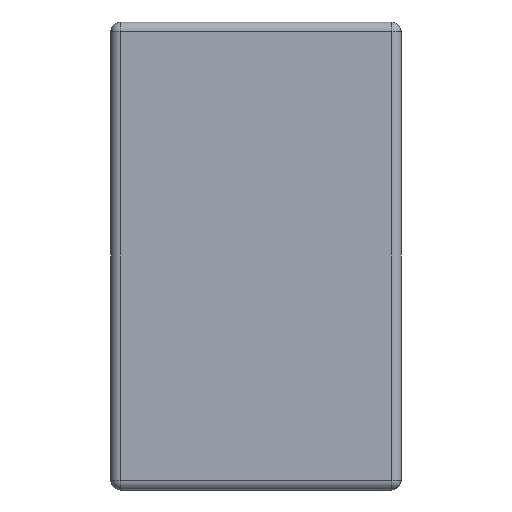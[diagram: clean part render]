
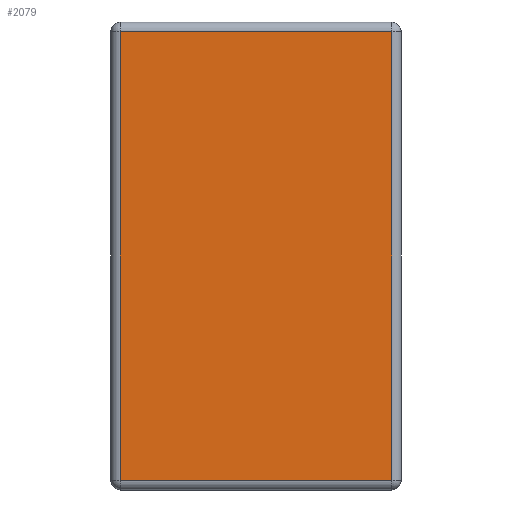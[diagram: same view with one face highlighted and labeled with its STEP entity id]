
A CAD part, left-side view. The second image highlights one B-rep face of the part: STEP entity #2079.
In plain terms, the highlighted planar face has unit normal (-1, 0, 0).
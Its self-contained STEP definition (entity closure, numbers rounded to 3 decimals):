
#74 = LINE ( 'NONE', #3052, #3192 ) ;
#296 = VERTEX_POINT ( 'NONE', #4016 ) ;
#418 = CARTESIAN_POINT ( 'NONE',  ( 0., 0.03, -0.03 ) ) ;
#436 = DIRECTION ( 'NONE',  ( 0., 0., 1. ) ) ;
#583 = DIRECTION ( 'NONE',  ( -1., 0., 0. ) ) ;
#735 = CARTESIAN_POINT ( 'NONE',  ( 0., 0.87, -1.42 ) ) ;
#827 = AXIS2_PLACEMENT_3D ( 'NONE', #2778, #583, #2415 ) ;
#972 = VECTOR ( 'NONE', #3647, 1000. ) ;
#1039 = LINE ( 'NONE', #3413, #2732 ) ;
#1194 = EDGE_CURVE ( 'NONE', #296, #2554, #1039, .T. ) ;
#1269 = VERTEX_POINT ( 'NONE', #1531 ) ;
#1460 = CARTESIAN_POINT ( 'NONE',  ( 0., 0.9, -0.03 ) ) ;
#1478 = ORIENTED_EDGE ( 'NONE', *, *, #3954, .T. ) ;
#1531 = CARTESIAN_POINT ( 'NONE',  ( 0., 0.03, -1.42 ) ) ;
#1614 = PLANE ( 'NONE',  #827 ) ;
#1763 = EDGE_LOOP ( 'NONE', ( #2457, #1478, #3600, #2649 ) ) ;
#1857 = VECTOR ( 'NONE', #2528, 1000. ) ;
#1892 = VERTEX_POINT ( 'NONE', #418 ) ;
#2079 = ADVANCED_FACE ( 'NONE', ( #3949 ), #1614, .T. ) ;
#2211 = LINE ( 'NONE', #3227, #1857 ) ;
#2415 = DIRECTION ( 'NONE',  ( 0., 0., 1. ) ) ;
#2457 = ORIENTED_EDGE ( 'NONE', *, *, #3977, .T. ) ;
#2528 = DIRECTION ( 'NONE',  ( 0., -1., 0. ) ) ;
#2554 = VERTEX_POINT ( 'NONE', #735 ) ;
#2649 = ORIENTED_EDGE ( 'NONE', *, *, #1194, .T. ) ;
#2732 = VECTOR ( 'NONE', #3375, 1000. ) ;
#2778 = CARTESIAN_POINT ( 'NONE',  ( 0., 0., 0. ) ) ;
#3052 = CARTESIAN_POINT ( 'NONE',  ( 0., 0.03, 0. ) ) ;
#3192 = VECTOR ( 'NONE', #436, 1000. ) ;
#3227 = CARTESIAN_POINT ( 'NONE',  ( 0., 0., -1.42 ) ) ;
#3375 = DIRECTION ( 'NONE',  ( 0., 0., -1. ) ) ;
#3413 = CARTESIAN_POINT ( 'NONE',  ( 0., 0.87, -1.45 ) ) ;
#3600 = ORIENTED_EDGE ( 'NONE', *, *, #4643, .T. ) ;
#3647 = DIRECTION ( 'NONE',  ( 0., 1., 0. ) ) ;
#3949 = FACE_OUTER_BOUND ( 'NONE', #1763, .T. ) ;
#3954 = EDGE_CURVE ( 'NONE', #1269, #1892, #74, .T. ) ;
#3977 = EDGE_CURVE ( 'NONE', #2554, #1269, #2211, .T. ) ;
#4016 = CARTESIAN_POINT ( 'NONE',  ( 0., 0.87, -0.03 ) ) ;
#4145 = LINE ( 'NONE', #1460, #972 ) ;
#4643 = EDGE_CURVE ( 'NONE', #1892, #296, #4145, .T. ) ;
